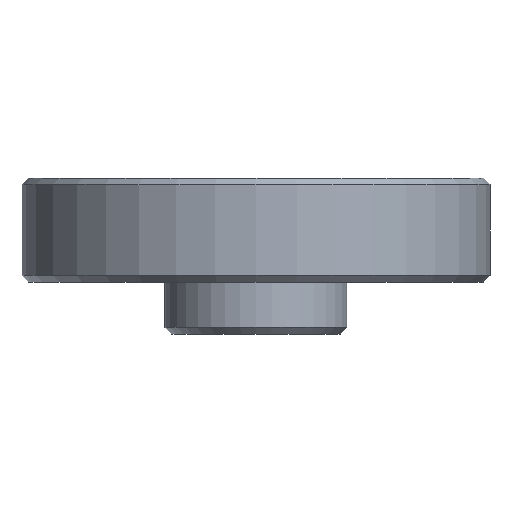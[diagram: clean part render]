
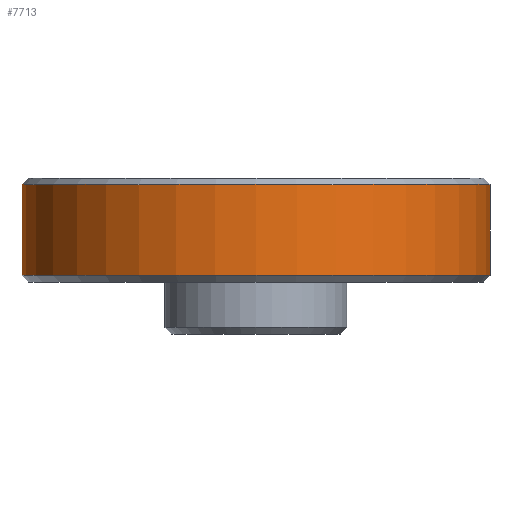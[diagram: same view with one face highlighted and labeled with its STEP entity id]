
A CAD part, front view. The second image highlights one B-rep face of the part: STEP entity #7713.
In plain terms, the highlighted cylindrical face has radius 9 mm (diameter 18 mm), a partial arc.
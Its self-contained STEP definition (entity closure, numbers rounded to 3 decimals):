
#233 = DIRECTION ( 'NONE',  ( 1., 0., 0. ) ) ;
#234 = DIRECTION ( 'NONE',  ( 0., 0., 1. ) ) ;
#235 = CARTESIAN_POINT ( 'NONE',  ( 0., 0., -3.75 ) ) ;
#236 = AXIS2_PLACEMENT_3D ( 'NONE', #235, #234, #233 ) ;
#237 = CIRCLE ( 'NONE', #236, 9. ) ;
#2327 = CARTESIAN_POINT ( 'NONE',  ( 9., 0., -3.75 ) ) ;
#2328 = CARTESIAN_POINT ( 'NONE',  ( -9., 0., -3.75 ) ) ;
#7687 = VERTEX_POINT ( 'NONE', #14523 ) ;
#7688 = VERTEX_POINT ( 'NONE', #14522 ) ;
#7713 = ADVANCED_FACE ( 'NONE', ( #14655 ), #14654, .T. ) ;
#7714 = ORIENTED_EDGE ( 'NONE', *, *, #7738, .T. ) ;
#7732 = EDGE_LOOP ( 'NONE', ( #7795, #7792, #7797, #7714 ) ) ;
#7738 = EDGE_CURVE ( 'NONE', #7688, #7687, #14877, .T. ) ;
#7743 = EDGE_CURVE ( 'NONE', #8153, #7687, #14866, .T. ) ;
#7746 = EDGE_CURVE ( 'NONE', #8154, #7688, #14862, .T. ) ;
#7792 = ORIENTED_EDGE ( 'NONE', *, *, #7793, .T. ) ;
#7793 = EDGE_CURVE ( 'NONE', #8153, #8154, #237, .T. ) ;
#7795 = ORIENTED_EDGE ( 'NONE', *, *, #7743, .F. ) ;
#7797 = ORIENTED_EDGE ( 'NONE', *, *, #7746, .T. ) ;
#8153 = VERTEX_POINT ( 'NONE', #2328 ) ;
#8154 = VERTEX_POINT ( 'NONE', #2327 ) ;
#14522 = CARTESIAN_POINT ( 'NONE',  ( 9., 0., -0.25 ) ) ;
#14523 = CARTESIAN_POINT ( 'NONE',  ( -9., 0., -0.25 ) ) ;
#14650 = DIRECTION ( 'NONE',  ( 1., 0., 0. ) ) ;
#14651 = DIRECTION ( 'NONE',  ( 0., 0., 1. ) ) ;
#14652 = CARTESIAN_POINT ( 'NONE',  ( 0., 0., -4. ) ) ;
#14653 = AXIS2_PLACEMENT_3D ( 'NONE', #14652, #14651, #14650 ) ;
#14654 = CYLINDRICAL_SURFACE ( 'NONE', #14653, 9. ) ;
#14655 = FACE_OUTER_BOUND ( 'NONE', #7732, .T. ) ;
#14809 = CARTESIAN_POINT ( 'NONE',  ( 0., 0., -0.25 ) ) ;
#14859 = DIRECTION ( 'NONE',  ( 0., 0., 1. ) ) ;
#14860 = VECTOR ( 'NONE', #14859, 1000. ) ;
#14861 = CARTESIAN_POINT ( 'NONE',  ( 9., 0., -4. ) ) ;
#14862 = LINE ( 'NONE', #14861, #14860 ) ;
#14863 = DIRECTION ( 'NONE',  ( 0., 0., 1. ) ) ;
#14864 = VECTOR ( 'NONE', #14863, 1000. ) ;
#14865 = CARTESIAN_POINT ( 'NONE',  ( -9., 0., -4. ) ) ;
#14866 = LINE ( 'NONE', #14865, #14864 ) ;
#14874 = DIRECTION ( 'NONE',  ( 1., 0., 0. ) ) ;
#14875 = DIRECTION ( 'NONE',  ( 0., 0., -1. ) ) ;
#14876 = AXIS2_PLACEMENT_3D ( 'NONE', #14809, #14875, #14874 ) ;
#14877 = CIRCLE ( 'NONE', #14876, 9. ) ;
